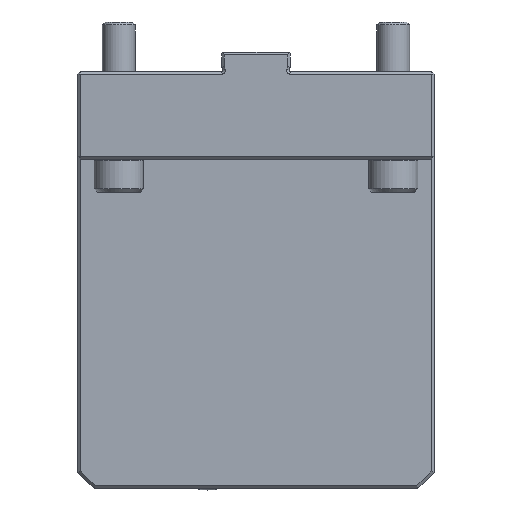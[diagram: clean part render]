
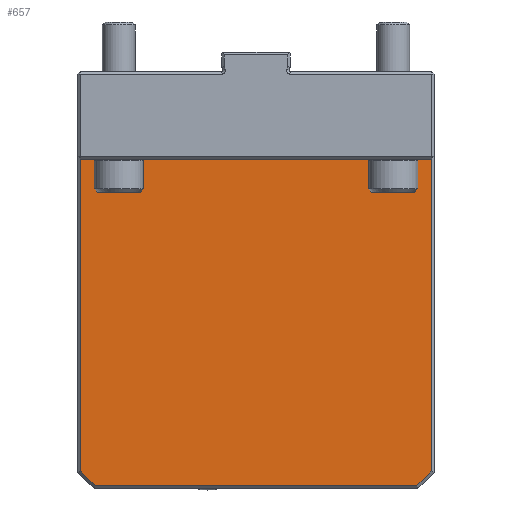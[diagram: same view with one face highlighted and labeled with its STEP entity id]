
A CAD part, left-side view. The second image highlights one B-rep face of the part: STEP entity #657.
In plain terms, the highlighted planar face has unit normal (-1, 0, 0).
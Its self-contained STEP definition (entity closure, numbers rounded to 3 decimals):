
#85=LINE('',#3797,#308);
#99=LINE('',#3824,#322);
#131=LINE('',#3903,#354);
#132=LINE('',#3905,#355);
#133=LINE('',#3908,#356);
#134=LINE('',#3909,#357);
#308=VECTOR('',#2827,1.);
#322=VECTOR('',#2847,1.);
#354=VECTOR('',#2903,1.);
#355=VECTOR('',#2906,1.);
#356=VECTOR('',#2907,1.);
#357=VECTOR('',#2908,1.);
#657=ADVANCED_FACE('',(#921),#814,.T.);
#814=PLANE('',#2570);
#921=FACE_OUTER_BOUND('',#1049,.T.);
#1049=EDGE_LOOP('',(#1340,#1341,#1342,#1343,#1344,#1345));
#1340=ORIENTED_EDGE('',*,*,#2192,.T.);
#1341=ORIENTED_EDGE('',*,*,#2193,.T.);
#1342=ORIENTED_EDGE('',*,*,#2151,.T.);
#1343=ORIENTED_EDGE('',*,*,#2137,.T.);
#1344=ORIENTED_EDGE('',*,*,#2191,.T.);
#1345=ORIENTED_EDGE('',*,*,#2194,.T.);
#1918=VERTEX_POINT('',#3796);
#1919=VERTEX_POINT('',#3798);
#1929=VERTEX_POINT('',#3825);
#1963=VERTEX_POINT('',#3902);
#1964=VERTEX_POINT('',#3906);
#1965=VERTEX_POINT('',#3907);
#2137=EDGE_CURVE('',#1919,#1918,#85,.T.);
#2151=EDGE_CURVE('',#1929,#1919,#99,.T.);
#2191=EDGE_CURVE('',#1918,#1963,#131,.T.);
#2192=EDGE_CURVE('',#1964,#1965,#132,.T.);
#2193=EDGE_CURVE('',#1965,#1929,#133,.T.);
#2194=EDGE_CURVE('',#1963,#1964,#134,.T.);
#2570=AXIS2_PLACEMENT_3D('',#3910,#2909,#2910);
#2827=DIRECTION('',(0.,-1.,0.));
#2847=DIRECTION('',(0.,-0.707,-0.707));
#2903=DIRECTION('',(0.,-0.707,0.707));
#2906=DIRECTION('',(0.,1.,0.));
#2907=DIRECTION('',(0.,0.,-1.));
#2908=DIRECTION('',(0.,0.,1.));
#2909=DIRECTION('',(-1.,0.,0.));
#2910=DIRECTION('',(0.,1.,0.));
#3796=CARTESIAN_POINT('',(-78.,-58.586,-151.));
#3797=CARTESIAN_POINT('',(-78.,-65.,-151.));
#3798=CARTESIAN_POINT('',(-78.,58.586,-151.));
#3824=CARTESIAN_POINT('',(-78.,58.293,-151.293));
#3825=CARTESIAN_POINT('',(-78.,64.,-145.586));
#3902=CARTESIAN_POINT('',(-78.,-64.,-145.586));
#3903=CARTESIAN_POINT('',(-78.,-64.293,-145.293));
#3905=CARTESIAN_POINT('',(-78.,-65.,-32.));
#3906=CARTESIAN_POINT('',(-78.,-64.,-32.));
#3907=CARTESIAN_POINT('',(-78.,64.,-32.));
#3908=CARTESIAN_POINT('',(-78.,64.,-152.));
#3909=CARTESIAN_POINT('',(-78.,-64.,-32.));
#3910=CARTESIAN_POINT('',(-78.,28.,-103.92));
